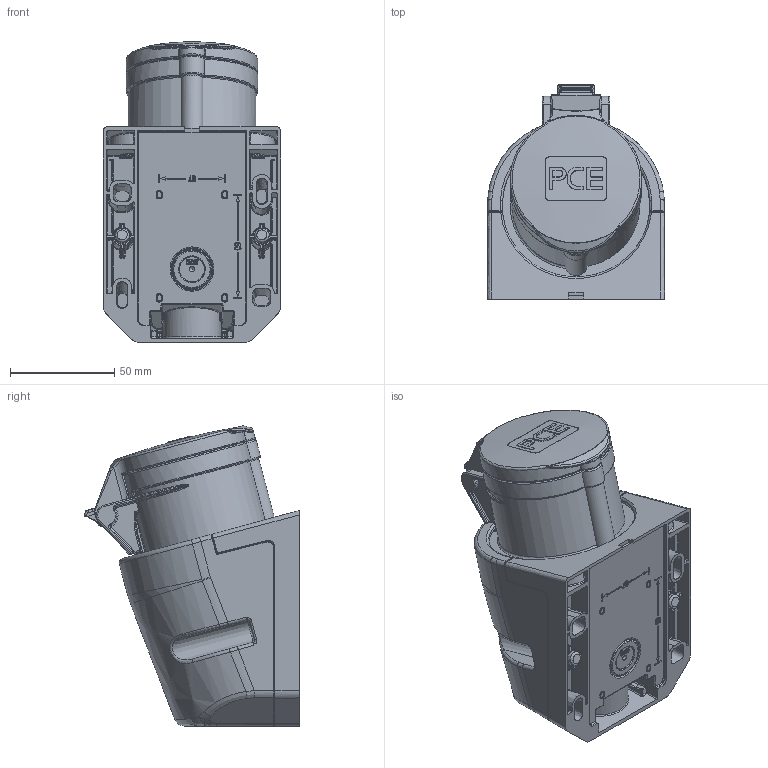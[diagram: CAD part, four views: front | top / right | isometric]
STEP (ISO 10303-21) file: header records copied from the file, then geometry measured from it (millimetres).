
FILE_DESCRIPTION (( 'STEP AP203' ), '1' );
FILE_NAME ('115-6.STEP', '2017-12-13T08:12:49', ( '' ), ( '' ), 'SwSTEP 2.0', 'SolidWorks 2016', '' );
FILE_SCHEMA (( 'CONFIG_CONTROL_DESIGN' ));
Products named in the file (1): 115-6
Bounding box: 85 x 102.99 x 144.19 mm (x, y, z)
Volume: 623031.2 mm3; surface area: 61326.7 mm2
Topology: 1 solids, 1 shells, 1716 faces, 4184 edges, 2478 vertices
Faces by surface type: bspline 731, plane 497, cylinder 454, cone 34
Full cylindrical faces by diameter (mm): 25 x1
Entity records: 94257 total; most frequent: CARTESIAN_POINT 61213, ORIENTED_EDGE 8138, DIRECTION 4819, EDGE_CURVE 4069, VERTEX_POINT 2449, EDGE_LOOP 1812, B_SPLINE_CURVE_WITH_KNOTS 1779, FACE_OUTER_BOUND 1735
